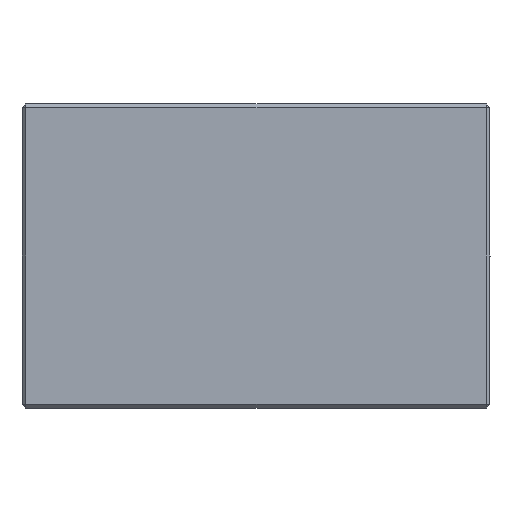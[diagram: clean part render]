
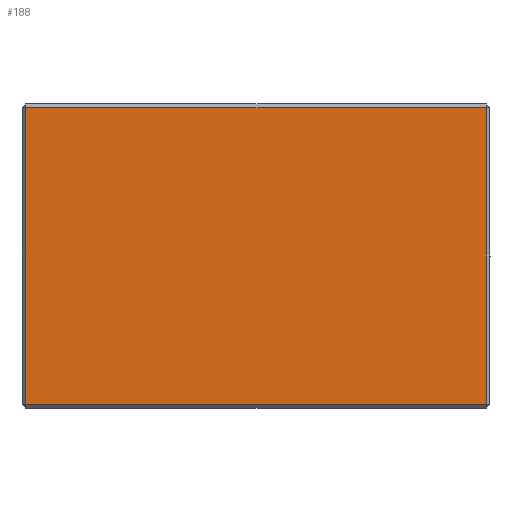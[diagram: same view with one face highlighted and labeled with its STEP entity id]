
A CAD part, front view. The second image highlights one B-rep face of the part: STEP entity #188.
In plain terms, the highlighted planar face has unit normal (0, -1, 0).
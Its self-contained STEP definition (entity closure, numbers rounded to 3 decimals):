
#163=FACE_OUTER_BOUND('',#515,.T.);
#188=ADVANCED_FACE('',(#163),#263,.F.);
#263=PLANE('',#1082);
#298=LINE('',#1540,#346);
#299=LINE('',#1543,#347);
#300=LINE('',#1545,#348);
#301=LINE('',#1547,#349);
#346=VECTOR('',#1231,1.);
#347=VECTOR('',#1232,1.);
#348=VECTOR('',#1233,1.);
#349=VECTOR('',#1234,1.);
#515=EDGE_LOOP('',(#649,#650,#651,#652));
#649=ORIENTED_EDGE('',*,*,#937,.T.);
#650=ORIENTED_EDGE('',*,*,#938,.T.);
#651=ORIENTED_EDGE('',*,*,#939,.T.);
#652=ORIENTED_EDGE('',*,*,#940,.T.);
#849=VERTEX_POINT('',#1541);
#850=VERTEX_POINT('',#1542);
#851=VERTEX_POINT('',#1544);
#852=VERTEX_POINT('',#1546);
#937=EDGE_CURVE('',#849,#850,#298,.T.);
#938=EDGE_CURVE('',#850,#851,#299,.T.);
#939=EDGE_CURVE('',#851,#852,#300,.T.);
#940=EDGE_CURVE('',#852,#849,#301,.T.);
#1082=AXIS2_PLACEMENT_3D('',#1548,#1235,#1236);
#1231=DIRECTION('',(0.,0.,-1.));
#1232=DIRECTION('',(1.,0.,0.));
#1233=DIRECTION('',(0.,0.,1.));
#1234=DIRECTION('',(-1.,0.,0.));
#1235=DIRECTION('',(0.,1.,0.));
#1236=DIRECTION('',(0.,0.,1.));
#1540=CARTESIAN_POINT('',(-60.5,-40.,40.));
#1541=CARTESIAN_POINT('',(-60.5,-40.,39.));
#1542=CARTESIAN_POINT('',(-60.5,-40.,-39.));
#1543=CARTESIAN_POINT('',(61.5,-40.,-39.));
#1544=CARTESIAN_POINT('',(60.5,-40.,-39.));
#1545=CARTESIAN_POINT('',(60.5,-40.,40.));
#1546=CARTESIAN_POINT('',(60.5,-40.,39.));
#1547=CARTESIAN_POINT('',(61.5,-40.,39.));
#1548=CARTESIAN_POINT('',(61.5,-40.,40.));
